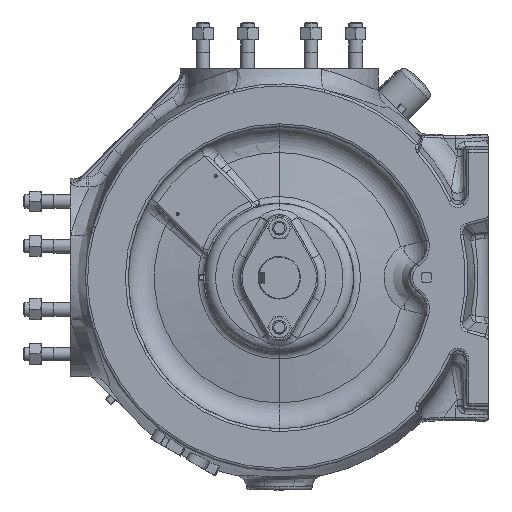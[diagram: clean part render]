
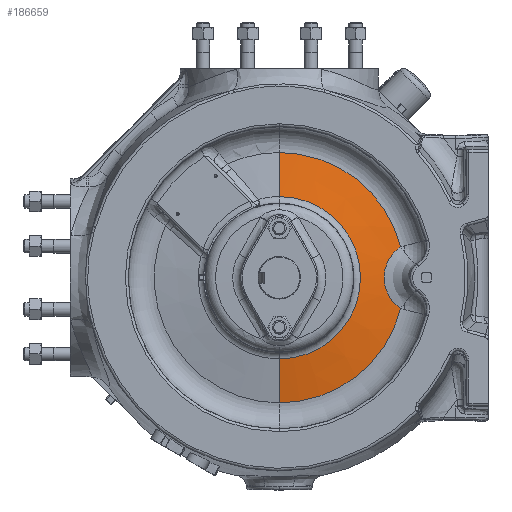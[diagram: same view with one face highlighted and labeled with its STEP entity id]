
A CAD part, left-side view. The second image highlights one B-rep face of the part: STEP entity #186659.
In plain terms, the highlighted conical face has half-angle 79.88 degrees and reference radius 85.725 mm.
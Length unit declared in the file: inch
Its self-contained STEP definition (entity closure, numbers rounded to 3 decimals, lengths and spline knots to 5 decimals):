
#3532 = EDGE_CURVE ( 'NONE', #190450, #25651, #174877, .T. ) ;
#6459 = EDGE_CURVE ( 'NONE', #99590, #12895, #208221, .T. ) ;
#7856 = CARTESIAN_POINT ( 'NONE',  ( -7.61745, -5.45599, -1.3637 ) ) ;
#8574 = CARTESIAN_POINT ( 'NONE',  ( -7.73838, -4.90047, -0.67418 ) ) ;
#9280 = CARTESIAN_POINT ( 'NONE',  ( -7.7634, -4.7937, 0.34616 ) ) ;
#9959 = CARTESIAN_POINT ( 'NONE',  ( -7.65055, -5.29739, 1.23052 ) ) ;
#12895 = VERTEX_POINT ( 'NONE', #175134 ) ;
#13810 = B_SPLINE_CURVE_WITH_KNOTS ( 'NONE', 3,
 ( #123200, #7856, #139740, #41094, #156188, #57792, #172718, #74409, #189295, #90944, #205838, #107489, #8574, #123881, #25240, #140446, #41810, #156893, #58528, #173443, #75104, #190012, #91648, #206552, #108183, #9280, #124604, #25940, #141127, #42543, #157592, #59229, #174159, #75829, #190717, #92344, #207256, #108877, #9959, #125329, #26651, #141829, #43242, #158311 ),
 .UNSPECIFIED., .F., .F.,
 ( 4, 2, 2, 2, 2, 2, 2, 2, 2, 2, 2, 2, 2, 2, 2, 2, 2, 2, 2, 2, 2, 4 ),
 ( 0., 0.00529, 0.01058, 0.01323, 0.01588, 0.02117, 0.02646, 0.03175, 0.03704, 0.03969, 0.04233, 0.04763, 0.05027, 0.05292, 0.05821, 0.0635, 0.06615, 0.06879, 0.07408, 0.07938, 0.08202, 0.08467 ),
 .UNSPECIFIED. ) ;
#14126 = AXIS2_PLACEMENT_3D ( 'NONE', #179996, #114021, #81747 ) ;
#15162 = CARTESIAN_POINT ( 'NONE',  ( -7.60589, -5.51287, 1.40285 ) ) ;
#15346 = ORIENTED_EDGE ( 'NONE', *, *, #18800, .T. ) ;
#17671 = CONICAL_SURFACE ( 'NONE', #14126, 3.375, 1.394 ) ;
#18006 = ORIENTED_EDGE ( 'NONE', *, *, #6459, .T. ) ;
#18800 = EDGE_CURVE ( 'NONE', #102916, #101649, #203773, .T. ) ;
#24034 = CARTESIAN_POINT ( 'NONE',  ( -7.60589, -5.51287, -1.40285 ) ) ;
#25240 = CARTESIAN_POINT ( 'NONE',  ( -7.75549, -4.82715, -0.47864 ) ) ;
#25651 = VERTEX_POINT ( 'NONE', #24034 ) ;
#25940 = CARTESIAN_POINT ( 'NONE',  ( -7.75536, -4.82773, 0.48055 ) ) ;
#26651 = CARTESIAN_POINT ( 'NONE',  ( -7.62864, -5.40206, 1.32058 ) ) ;
#30622 = DIRECTION ( 'NONE',  ( 0.176, 0., 0.984 ) ) ;
#41094 = CARTESIAN_POINT ( 'NONE',  ( -7.65035, -5.29831, -1.23137 ) ) ;
#41810 = CARTESIAN_POINT ( 'NONE',  ( -7.76685, -4.77921, -0.27745 ) ) ;
#42543 = CARTESIAN_POINT ( 'NONE',  ( -7.73842, -4.90028, 0.67367 ) ) ;
#43242 = CARTESIAN_POINT ( 'NONE',  ( -7.61167, -5.48443, 1.38328 ) ) ;
#53880 = DIRECTION ( 'NONE',  ( 1., 0., 0. ) ) ;
#56208 = CARTESIAN_POINT ( 'NONE',  ( -7.60589, 0., -5.68856 ) ) ;
#56212 = VECTOR ( 'NONE', #30622, 39.37008 ) ;
#57792 = CARTESIAN_POINT ( 'NONE',  ( -7.67589, -5.17948, -1.10668 ) ) ;
#58528 = CARTESIAN_POINT ( 'NONE',  ( -7.77083, -4.76253, -0.13994 ) ) ;
#59229 = CARTESIAN_POINT ( 'NONE',  ( -7.72025, -4.97966, 0.82716 ) ) ;
#61362 = LINE ( 'NONE', #145752, #56212 ) ;
#70550 = CARTESIAN_POINT ( 'NONE',  ( -7.96293, 0., 3.68819 ) ) ;
#72794 = AXIS2_PLACEMENT_3D ( 'NONE', #146787, #146758, #146535 ) ;
#74409 = CARTESIAN_POINT ( 'NONE',  ( -7.69033, -5.11346, -1.02657 ) ) ;
#75104 = CARTESIAN_POINT ( 'NONE',  ( -7.77218, -4.75688, -0.03521 ) ) ;
#75829 = CARTESIAN_POINT ( 'NONE',  ( -7.70794, -5.03424, 0.91581 ) ) ;
#81747 = DIRECTION ( 'NONE',  ( 0., 0., -1. ) ) ;
#90944 = CARTESIAN_POINT ( 'NONE',  ( -7.70826, -5.03268, -0.91528 ) ) ;
#91648 = CARTESIAN_POINT ( 'NONE',  ( -7.77111, -4.76134, 0.13917 ) ) ;
#92344 = CARTESIAN_POINT ( 'NONE',  ( -7.69031, -5.11344, 1.02818 ) ) ;
#92515 = EDGE_CURVE ( 'NONE', #99590, #101649, #61362, .T. ) ;
#93723 = CARTESIAN_POINT ( 'NONE',  ( -7.60589, 0., 5.68856 ) ) ;
#95042 = EDGE_CURVE ( 'NONE', #25651, #102916, #13810, .T. ) ;
#95793 = CARTESIAN_POINT ( 'NONE',  ( -8.01883, 0., -3.375 ) ) ;
#98495 = ORIENTED_EDGE ( 'NONE', *, *, #117641, .T. ) ;
#98580 = CARTESIAN_POINT ( 'NONE',  ( -7.96293, 0., 0. ) ) ;
#99590 = VERTEX_POINT ( 'NONE', #70550 ) ;
#101649 = VERTEX_POINT ( 'NONE', #93723 ) ;
#102916 = VERTEX_POINT ( 'NONE', #15162 ) ;
#107489 = CARTESIAN_POINT ( 'NONE',  ( -7.73156, -4.93004, -0.73666 ) ) ;
#108183 = CARTESIAN_POINT ( 'NONE',  ( -7.76658, -4.78033, 0.27753 ) ) ;
#108877 = CARTESIAN_POINT ( 'NONE',  ( -7.66099, -5.24844, 1.18253 ) ) ;
#110915 = AXIS2_PLACEMENT_3D ( 'NONE', #98580, #53880, #147642 ) ;
#114021 = DIRECTION ( 'NONE',  ( 1., 0., 0. ) ) ;
#117641 = EDGE_CURVE ( 'NONE', #12895, #190450, #171505, .T. ) ;
#121096 = ORIENTED_EDGE ( 'NONE', *, *, #92515, .F. ) ;
#123200 = CARTESIAN_POINT ( 'NONE',  ( -7.60589, -5.51287, -1.40285 ) ) ;
#123881 = CARTESIAN_POINT ( 'NONE',  ( -7.75041, -4.84875, -0.54451 ) ) ;
#124604 = CARTESIAN_POINT ( 'NONE',  ( -7.76157, -4.80145, 0.38006 ) ) ;
#125329 = CARTESIAN_POINT ( 'NONE',  ( -7.6342, -5.37533, 1.29857 ) ) ;
#125989 = FACE_OUTER_BOUND ( 'NONE', #163284, .T. ) ;
#135302 = DIRECTION ( 'NONE',  ( 0., 0., -1. ) ) ;
#135561 = DIRECTION ( 'NONE',  ( -1., 0., 0. ) ) ;
#135816 = CARTESIAN_POINT ( 'NONE',  ( -7.60589, 0., 0. ) ) ;
#139740 = CARTESIAN_POINT ( 'NONE',  ( -7.62867, -5.40171, -1.32156 ) ) ;
#140446 = CARTESIAN_POINT ( 'NONE',  ( -7.76371, -4.79239, -0.34513 ) ) ;
#141127 = CARTESIAN_POINT ( 'NONE',  ( -7.75028, -4.84931, 0.54595 ) ) ;
#141829 = CARTESIAN_POINT ( 'NONE',  ( -7.61738, -5.45658, 1.36291 ) ) ;
#145752 = CARTESIAN_POINT ( 'NONE',  ( -8.01883, 0., 3.375 ) ) ;
#146535 = DIRECTION ( 'NONE',  ( 0., 0., -1. ) ) ;
#146758 = DIRECTION ( 'NONE',  ( -1., 0., 0. ) ) ;
#146787 = CARTESIAN_POINT ( 'NONE',  ( -7.60589, 0., 0. ) ) ;
#147642 = DIRECTION ( 'NONE',  ( 0., 0., -1. ) ) ;
#156188 = CARTESIAN_POINT ( 'NONE',  ( -7.66082, -5.24919, -1.18333 ) ) ;
#156893 = CARTESIAN_POINT ( 'NONE',  ( -7.77002, -4.76589, -0.1745 ) ) ;
#157592 = CARTESIAN_POINT ( 'NONE',  ( -7.73164, -4.92968, 0.73599 ) ) ;
#158311 = CARTESIAN_POINT ( 'NONE',  ( -7.60589, -5.51287, 1.40285 ) ) ;
#163284 = EDGE_LOOP ( 'NONE', ( #121096, #18006, #98495, #170313, #202190, #15346 ) ) ;
#170313 = ORIENTED_EDGE ( 'NONE', *, *, #3532, .T. ) ;
#171505 = LINE ( 'NONE', #95793, #210123 ) ;
#172718 = CARTESIAN_POINT ( 'NONE',  ( -7.68082, -5.15686, -1.08031 ) ) ;
#173443 = CARTESIAN_POINT ( 'NONE',  ( -7.77191, -4.75802, -0.07034 ) ) ;
#174159 = CARTESIAN_POINT ( 'NONE',  ( -7.71624, -4.99736, 0.85723 ) ) ;
#174877 = CIRCLE ( 'NONE', #179715, 5.68856 ) ;
#175134 = CARTESIAN_POINT ( 'NONE',  ( -7.96293, 0., -3.68819 ) ) ;
#179715 = AXIS2_PLACEMENT_3D ( 'NONE', #135816, #135561, #135302 ) ;
#179996 = CARTESIAN_POINT ( 'NONE',  ( -8.01883, 0., 0. ) ) ;
#186659 = ADVANCED_FACE ( 'NONE', ( #125989 ), #17671, .T. ) ;
#189295 = CARTESIAN_POINT ( 'NONE',  ( -7.69494, -5.09262, -0.99915 ) ) ;
#190012 = CARTESIAN_POINT ( 'NONE',  ( -7.77218, -4.75686, 0.06963 ) ) ;
#190450 = VERTEX_POINT ( 'NONE', #56208 ) ;
#190717 = CARTESIAN_POINT ( 'NONE',  ( -7.70364, -5.05346, 0.94441 ) ) ;
#202190 = ORIENTED_EDGE ( 'NONE', *, *, #95042, .T. ) ;
#203773 = CIRCLE ( 'NONE', #72794, 5.68856 ) ;
#205838 = CARTESIAN_POINT ( 'NONE',  ( -7.7165, -4.99615, -0.85721 ) ) ;
#206552 = CARTESIAN_POINT ( 'NONE',  ( -7.76791, -4.77474, 0.24295 ) ) ;
#207256 = CARTESIAN_POINT ( 'NONE',  ( -7.68087, -5.15647, 1.08136 ) ) ;
#208221 = CIRCLE ( 'NONE', #110915, 3.68819 ) ;
#210123 = VECTOR ( 'NONE', #210707, 39.37008 ) ;
#210707 = DIRECTION ( 'NONE',  ( 0.176, 0., -0.984 ) ) ;
